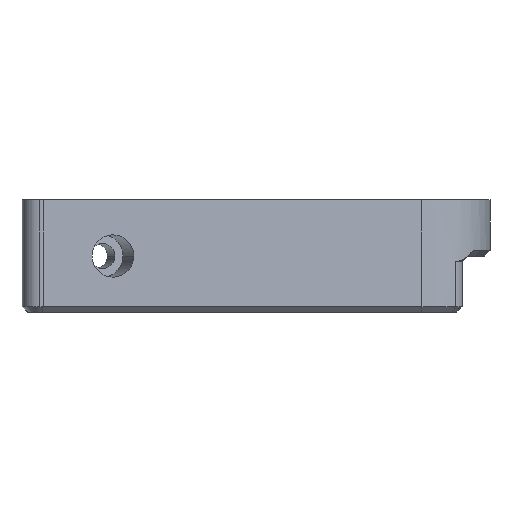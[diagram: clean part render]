
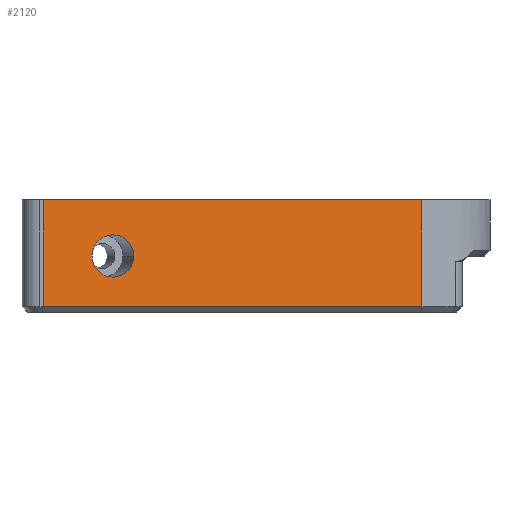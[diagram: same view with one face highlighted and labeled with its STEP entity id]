
A CAD part, left-side view. The second image highlights one B-rep face of the part: STEP entity #2120.
In plain terms, the highlighted planar face has unit normal (-0.981, -0.194, 0).
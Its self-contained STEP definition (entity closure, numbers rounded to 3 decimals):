
#212 = CARTESIAN_POINT ( 'NONE',  ( -37.133, 26.529, 10. ) ) ;
#374 = VERTEX_POINT ( 'NONE', #1709 ) ;
#504 = DIRECTION ( 'NONE',  ( 0., 0., 1. ) ) ;
#579 =( BOUNDED_CURVE ( )  B_SPLINE_CURVE ( 3, ( #3951, #583, #3594, #212 ),
 .UNSPECIFIED., .F., .F. ) 
 B_SPLINE_CURVE_WITH_KNOTS ( ( 4, 4 ),
 ( 3.142, 6.283 ),
 .UNSPECIFIED. ) 
 CURVE ( )  GEOMETRIC_REPRESENTATION_ITEM ( )  RATIONAL_B_SPLINE_CURVE ( ( 1., 0.333, 0.333, 1. ) ) 
 REPRESENTATION_ITEM ( '' )  );
#583 = CARTESIAN_POINT ( 'NONE',  ( -35.673, 19.15, 2.5 ) ) ;
#602 = CARTESIAN_POINT ( 'NONE',  ( -38.853, 35.224, 20. ) ) ;
#669 = ORIENTED_EDGE ( 'NONE', *, *, #3054, .T. ) ;
#764 = CARTESIAN_POINT ( 'NONE',  ( -23.151, -44.16, 20. ) ) ;
#832 = VERTEX_POINT ( 'NONE', #3952 ) ;
#917 = AXIS2_PLACEMENT_3D ( 'NONE', #764, #2566, #3749 ) ;
#961 = EDGE_CURVE ( 'NONE', #4731, #832, #3283, .T. ) ;
#1057 = FACE_OUTER_BOUND ( 'NONE', #1588, .T. ) ;
#1227 = ORIENTED_EDGE ( 'NONE', *, *, #3997, .F. ) ;
#1312 = CARTESIAN_POINT ( 'NONE',  ( -38.853, 35.224, 1. ) ) ;
#1392 = CARTESIAN_POINT ( 'NONE',  ( -37.133, 26.529, 10. ) ) ;
#1415 = DIRECTION ( 'NONE',  ( 0., 0., -1. ) ) ;
#1424 = ORIENTED_EDGE ( 'NONE', *, *, #4093, .T. ) ;
#1529 = VERTEX_POINT ( 'NONE', #2037 ) ;
#1588 = EDGE_LOOP ( 'NONE', ( #2609, #1424, #669, #1227 ) ) ;
#1709 = CARTESIAN_POINT ( 'NONE',  ( -25.542, -32.07, 20. ) ) ;
#1753 = ORIENTED_EDGE ( 'NONE', *, *, #4881, .T. ) ;
#1951 = ORIENTED_EDGE ( 'NONE', *, *, #961, .T. ) ;
#2011 = VERTEX_POINT ( 'NONE', #1312 ) ;
#2026 = CARTESIAN_POINT ( 'NONE',  ( -23.151, -44.16, 20. ) ) ;
#2037 = CARTESIAN_POINT ( 'NONE',  ( -25.542, -32.07, 1. ) ) ;
#2120 = ADVANCED_FACE ( 'NONE', ( #4882, #1057 ), #2633, .F. ) ;
#2121 = LINE ( 'NONE', #3626, #4546 ) ;
#2566 = DIRECTION ( 'NONE',  ( 0.981, 0.194, 0. ) ) ;
#2609 = ORIENTED_EDGE ( 'NONE', *, *, #4821, .T. ) ;
#2621 = LINE ( 'NONE', #4115, #4143 ) ;
#2633 = PLANE ( 'NONE',  #917 ) ;
#2714 = VERTEX_POINT ( 'NONE', #602 ) ;
#2754 = VECTOR ( 'NONE', #1415, 1000. ) ;
#3054 = EDGE_CURVE ( 'NONE', #1529, #374, #2621, .T. ) ;
#3283 =( BOUNDED_CURVE ( )  B_SPLINE_CURVE ( 3, ( #1392, #3644, #4839, #4020 ),
 .UNSPECIFIED., .F., .F. ) 
 B_SPLINE_CURVE_WITH_KNOTS ( ( 4, 4 ),
 ( 0., 3.142 ),
 .UNSPECIFIED. ) 
 CURVE ( )  GEOMETRIC_REPRESENTATION_ITEM ( )  RATIONAL_B_SPLINE_CURVE ( ( 1., 0.333, 0.333, 1. ) ) 
 REPRESENTATION_ITEM ( '' )  );
#3378 = VECTOR ( 'NONE', #4598, 1000. ) ;
#3504 = LINE ( 'NONE', #2026, #3378 ) ;
#3594 = CARTESIAN_POINT ( 'NONE',  ( -37.133, 26.529, 2.5 ) ) ;
#3626 = CARTESIAN_POINT ( 'NONE',  ( -23.151, -44.16, 1. ) ) ;
#3644 = CARTESIAN_POINT ( 'NONE',  ( -37.133, 26.529, 17.5 ) ) ;
#3666 = DIRECTION ( 'NONE',  ( 0.194, -0.981, 0. ) ) ;
#3749 = DIRECTION ( 'NONE',  ( -0.194, 0.981, 0. ) ) ;
#3951 = CARTESIAN_POINT ( 'NONE',  ( -35.673, 19.15, 10. ) ) ;
#3952 = CARTESIAN_POINT ( 'NONE',  ( -35.673, 19.15, 10. ) ) ;
#3997 = EDGE_CURVE ( 'NONE', #2714, #374, #3504, .T. ) ;
#4020 = CARTESIAN_POINT ( 'NONE',  ( -35.673, 19.15, 10. ) ) ;
#4093 = EDGE_CURVE ( 'NONE', #2011, #1529, #2121, .T. ) ;
#4115 = CARTESIAN_POINT ( 'NONE',  ( -25.542, -32.07, 20. ) ) ;
#4143 = VECTOR ( 'NONE', #504, 1000. ) ;
#4178 = EDGE_LOOP ( 'NONE', ( #1951, #1753 ) ) ;
#4316 = CARTESIAN_POINT ( 'NONE',  ( -38.853, 35.224, 20. ) ) ;
#4386 = CARTESIAN_POINT ( 'NONE',  ( -37.133, 26.529, 10. ) ) ;
#4546 = VECTOR ( 'NONE', #3666, 1000. ) ;
#4598 = DIRECTION ( 'NONE',  ( 0.194, -0.981, 0. ) ) ;
#4731 = VERTEX_POINT ( 'NONE', #4386 ) ;
#4796 = LINE ( 'NONE', #4316, #2754 ) ;
#4821 = EDGE_CURVE ( 'NONE', #2714, #2011, #4796, .T. ) ;
#4839 = CARTESIAN_POINT ( 'NONE',  ( -35.673, 19.15, 17.5 ) ) ;
#4881 = EDGE_CURVE ( 'NONE', #832, #4731, #579, .T. ) ;
#4882 = FACE_BOUND ( 'NONE', #4178, .T. ) ;
